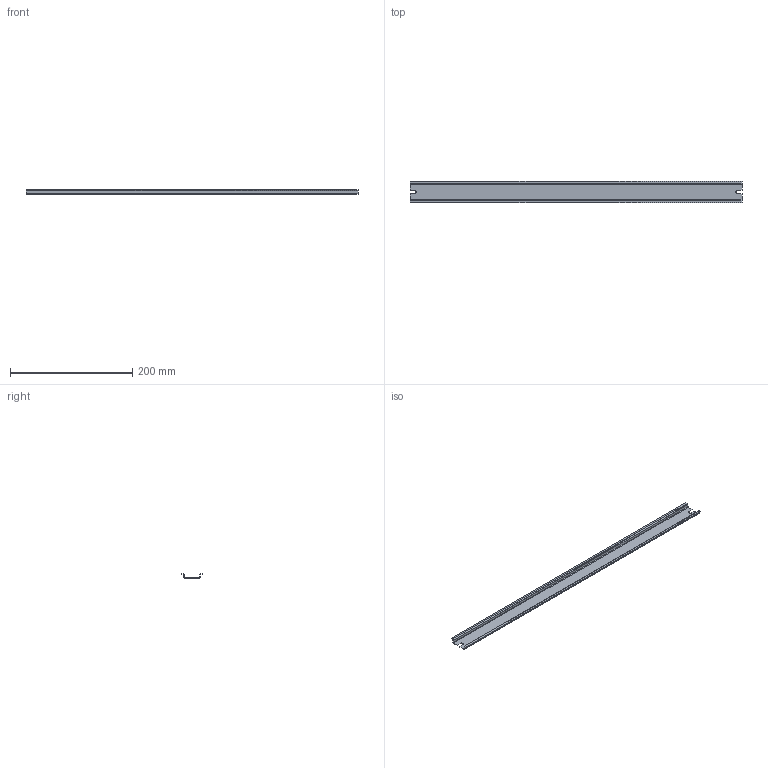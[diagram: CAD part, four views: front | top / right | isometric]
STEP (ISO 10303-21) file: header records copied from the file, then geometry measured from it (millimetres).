
FILE_DESCRIPTION(('CATIA V5R24 STEP','CAx-IF Rec.Pracs.--- Model Styling and Organization---1.2---2011-12-15'),'2;1');
FILE_NAME ('D1464044_0_8000003911_8000003911.stp','2018-03-06T13:40:53+00:00',('none'),('Weidmueller'),'CATIA Version 5-6 Release 2014 SP4 HF52','CATIA V5 STEP AP214','none');
FILE_SCHEMA(('AUTOMOTIVE_DESIGN { 1 0 10303 214 1 1 1 1 }'));
Length unit declared in the file: millimetre
Products named in the file (1): 8000003911
Bounding box: 543 x 35 x 7.5 mm (x, y, z)
Volume: 24734.6 mm3; surface area: 50681.5 mm2
Topology: 1 solids, 1 shells, 38 faces, 117 edges, 81 vertices
Faces by surface type: plane 20, cylinder 18
Entity records: 1312 total; most frequent: CARTESIAN_POINT 255, ORIENTED_EDGE 234, DIRECTION 183, EDGE_CURVE 117, VECTOR 88, LINE 88, VERTEX_POINT 81, AXIS2_PLACEMENT_3D 62
